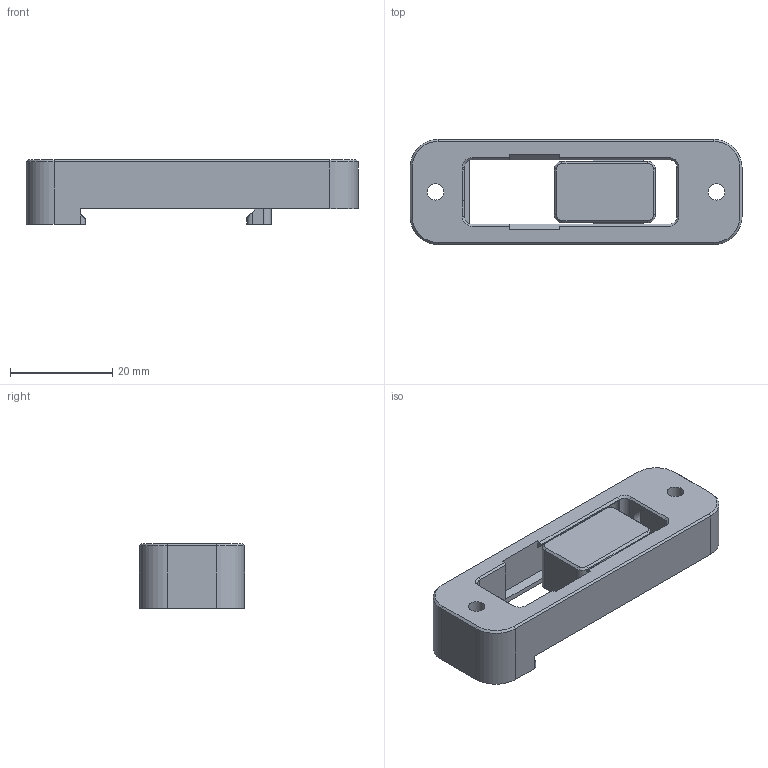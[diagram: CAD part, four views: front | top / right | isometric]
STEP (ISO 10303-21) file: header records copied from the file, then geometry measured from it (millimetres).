
FILE_DESCRIPTION(/* description */ (''),/* implementation_level */ '2;1');
FILE_NAME(/* name */ 'BEEFY Din (55mm).step',/* time_stamp */ '2022-09-05T19:38:32-05:00',/* author */ (''),/* organization */ (''),/* preprocessor_version */ 'ST-DEVELOPER v19',/* originating_system */ 'Autodesk Translation Framework v11.7.0.108',/* authorisation */ '');
FILE_SCHEMA (('AUTOMOTIVE_DESIGN { 1 0 10303 214 3 1 1 }'));
Length unit declared in the file: millimetre
Products named in the file (1): VORON2_v2.4_Assembly_DIN Bracket 55mm
Bounding box: 65 x 20.6 x 12.6 mm (x, y, z)
Volume: 9107.7 mm3; surface area: 6237.5 mm2
Topology: 2 solids, 2 shells, 104 faces, 261 edges, 164 vertices
Faces by surface type: plane 64, cylinder 28, cone 12
Full cylindrical faces by diameter (mm): 3.2 x2, 6 x2, 8 x2
Entity records: 3124 total; most frequent: DIRECTION 539, CARTESIAN_POINT 530, ORIENTED_EDGE 522, EDGE_CURVE 261, LINE 193, VECTOR 193, AXIS2_PLACEMENT_3D 173, VERTEX_POINT 164
